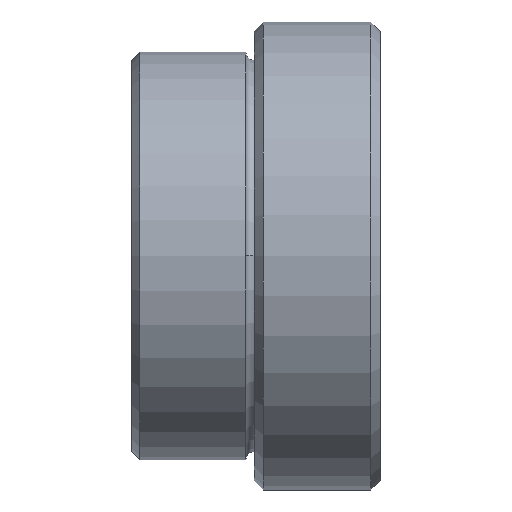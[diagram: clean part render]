
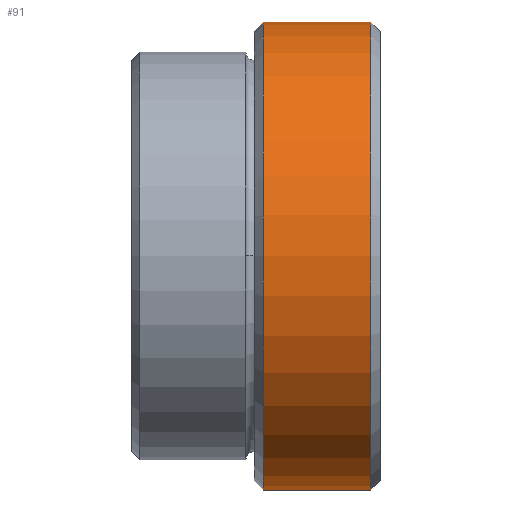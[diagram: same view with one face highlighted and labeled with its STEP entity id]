
A CAD part, top view. The second image highlights one B-rep face of the part: STEP entity #91.
In plain terms, the highlighted cylindrical face has radius 16.1 mm (diameter 32.2 mm), a partial arc.
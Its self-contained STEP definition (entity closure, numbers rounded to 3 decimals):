
#91=ADVANCED_FACE('',(#185),#186,.T.);
#185=FACE_OUTER_BOUND('',#276,.T.);
#186=CYLINDRICAL_SURFACE('',#277,16.1);
#276=EDGE_LOOP('',(#460,#461,#462,#463));
#277=AXIS2_PLACEMENT_3D('',#464,#465,#466);
#460=ORIENTED_EDGE('',*,*,#518,.F.);
#461=ORIENTED_EDGE('',*,*,#588,.T.);
#462=ORIENTED_EDGE('',*,*,#520,.F.);
#463=ORIENTED_EDGE('',*,*,#578,.F.);
#464=CARTESIAN_POINT('',(12.76,0.0,0.0));
#465=DIRECTION('',(1.0,0.0,0.0));
#466=DIRECTION('',(0.0,1.0,0.0));
#518=EDGE_CURVE('',#601,#602,#603,.T.);
#520=EDGE_CURVE('',#604,#606,#607,.T.);
#578=EDGE_CURVE('',#602,#604,#691,.T.);
#588=EDGE_CURVE('',#601,#606,#703,.T.);
#601=VERTEX_POINT('',#716);
#602=VERTEX_POINT('',#717);
#603=LINE('',#718,#719);
#604=VERTEX_POINT('',#720);
#606=VERTEX_POINT('',#722);
#607=LINE('',#723,#724);
#691=CIRCLE('',#824,16.1);
#703=CIRCLE('',#836,16.1);
#716=CARTESIAN_POINT('',(9.064,16.1,0.0));
#717=CARTESIAN_POINT('',(16.456,16.1,0.0));
#718=CARTESIAN_POINT('',(12.76,16.1,0.));
#719=VECTOR('',#850,1.0);
#720=CARTESIAN_POINT('',(16.456,-16.1,0.));
#722=CARTESIAN_POINT('',(9.064,-16.1,0.));
#723=CARTESIAN_POINT('',(12.76,-16.1,0.));
#724=VECTOR('',#854,1.0);
#824=AXIS2_PLACEMENT_3D('',#949,#950,#951);
#836=AXIS2_PLACEMENT_3D('',#964,#965,#966);
#850=DIRECTION('',(1.0,0.0,0.0));
#854=DIRECTION('',(-1.0,-0.0,-0.0));
#949=CARTESIAN_POINT('',(16.456,0.0,0.0));
#950=DIRECTION('',(1.0,0.0,0.0));
#951=DIRECTION('',(0.0,1.0,0.0));
#964=CARTESIAN_POINT('',(9.064,0.0,0.0));
#965=DIRECTION('',(1.0,0.0,0.0));
#966=DIRECTION('',(0.0,1.0,0.0));
